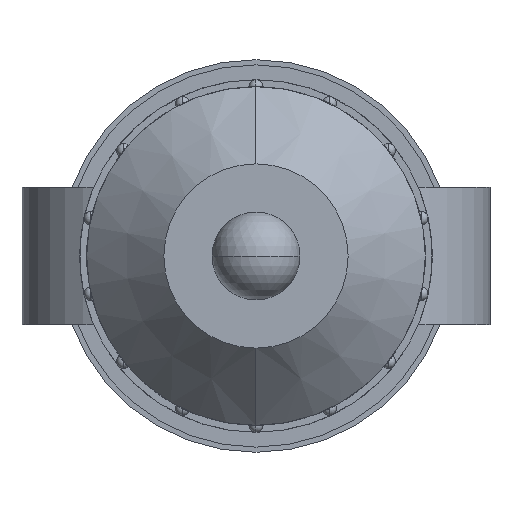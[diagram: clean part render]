
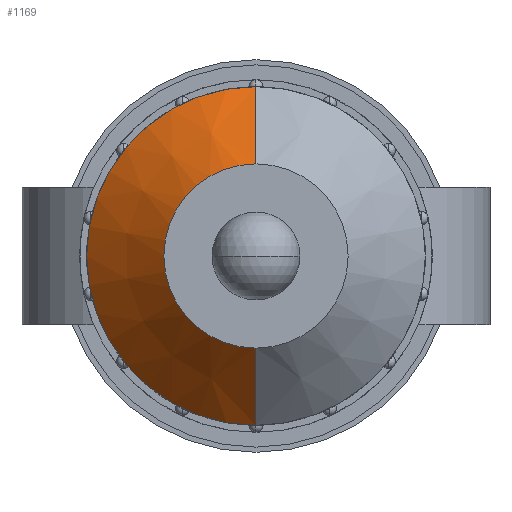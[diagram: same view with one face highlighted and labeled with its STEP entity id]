
A CAD part, front view. The second image highlights one B-rep face of the part: STEP entity #1169.
In plain terms, the highlighted conical face has half-angle 45 degrees and reference radius 5.35 mm.
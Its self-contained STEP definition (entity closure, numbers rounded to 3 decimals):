
#31 = CARTESIAN_POINT ( 'NONE',  ( 0., 7.06, -5.35 ) ) ;
#54 = VERTEX_POINT ( 'NONE', #3814 ) ;
#241 = CIRCLE ( 'NONE', #1375, 5.35 ) ;
#284 = CIRCLE ( 'NONE', #2532, 9.835 ) ;
#300 = DIRECTION ( 'NONE',  ( 0., 0., 1. ) ) ;
#335 = ORIENTED_EDGE ( 'NONE', *, *, #1622, .T. ) ;
#367 = EDGE_CURVE ( 'NONE', #2819, #3116, #284, .T. ) ;
#547 = CARTESIAN_POINT ( 'NONE',  ( 0., 7.06, 0. ) ) ;
#648 = CARTESIAN_POINT ( 'NONE',  ( 0., 7.06, 0. ) ) ;
#652 = DIRECTION ( 'NONE',  ( 0., -1., 0. ) ) ;
#902 = AXIS2_PLACEMENT_3D ( 'NONE', #648, #2108, #300 ) ;
#915 = CARTESIAN_POINT ( 'NONE',  ( 0., 7.06, 5.35 ) ) ;
#1037 = CARTESIAN_POINT ( 'NONE',  ( 0., 11.545, 0. ) ) ;
#1108 = ORIENTED_EDGE ( 'NONE', *, *, #367, .T. ) ;
#1169 = ADVANCED_FACE ( 'NONE', ( #3173 ), #4243, .T. ) ;
#1375 = AXIS2_PLACEMENT_3D ( 'NONE', #547, #4420, #2576 ) ;
#1579 = CARTESIAN_POINT ( 'NONE',  ( 0., 7.06, 5.35 ) ) ;
#1622 = EDGE_CURVE ( 'NONE', #3309, #2819, #4116, .T. ) ;
#1750 = VECTOR ( 'NONE', #4530, 1000. ) ;
#1758 = DIRECTION ( 'NONE',  ( 0., 0., 1. ) ) ;
#2108 = DIRECTION ( 'NONE',  ( 0., 1., 0. ) ) ;
#2532 = AXIS2_PLACEMENT_3D ( 'NONE', #1037, #652, #1758 ) ;
#2576 = DIRECTION ( 'NONE',  ( 0., 0., -1. ) ) ;
#2596 = LINE ( 'NONE', #31, #3975 ) ;
#2621 = EDGE_LOOP ( 'NONE', ( #3795, #2842, #335, #1108 ) ) ;
#2819 = VERTEX_POINT ( 'NONE', #4131 ) ;
#2842 = ORIENTED_EDGE ( 'NONE', *, *, #3902, .F. ) ;
#3116 = VERTEX_POINT ( 'NONE', #4489 ) ;
#3173 = FACE_OUTER_BOUND ( 'NONE', #2621, .T. ) ;
#3189 = EDGE_CURVE ( 'NONE', #54, #3116, #2596, .T. ) ;
#3309 = VERTEX_POINT ( 'NONE', #915 ) ;
#3795 = ORIENTED_EDGE ( 'NONE', *, *, #3189, .F. ) ;
#3814 = CARTESIAN_POINT ( 'NONE',  ( 0., 7.06, -5.35 ) ) ;
#3902 = EDGE_CURVE ( 'NONE', #3309, #54, #241, .T. ) ;
#3975 = VECTOR ( 'NONE', #4464, 1000. ) ;
#4116 = LINE ( 'NONE', #1579, #1750 ) ;
#4131 = CARTESIAN_POINT ( 'NONE',  ( 0., 11.545, 9.835 ) ) ;
#4243 = CONICAL_SURFACE ( 'NONE', #902, 5.35, 0.785 ) ;
#4420 = DIRECTION ( 'NONE',  ( 0., -1., 0. ) ) ;
#4464 = DIRECTION ( 'NONE',  ( 0., 0.707, -0.707 ) ) ;
#4489 = CARTESIAN_POINT ( 'NONE',  ( 0., 11.545, -9.835 ) ) ;
#4530 = DIRECTION ( 'NONE',  ( 0., 0.707, 0.707 ) ) ;
